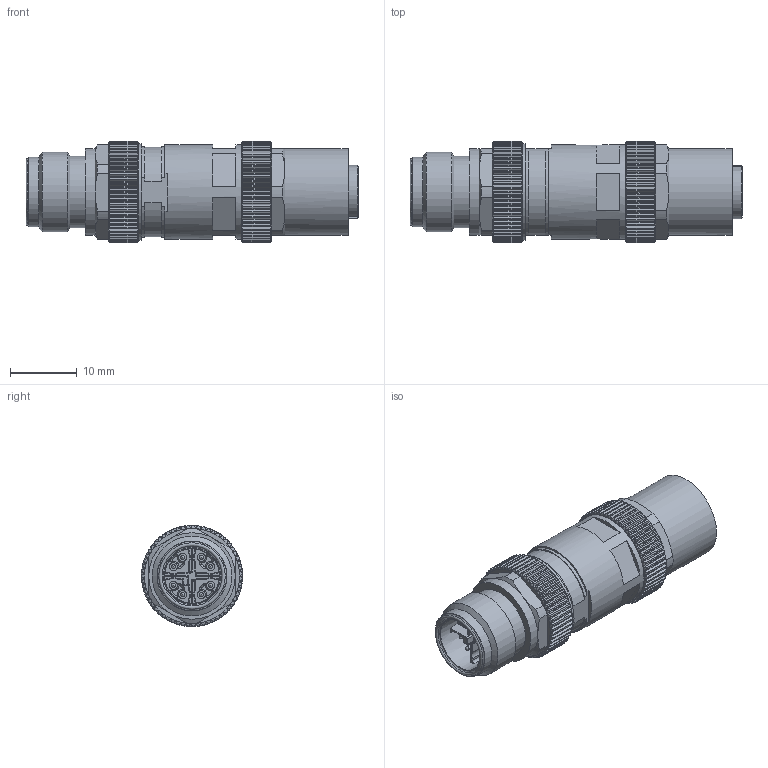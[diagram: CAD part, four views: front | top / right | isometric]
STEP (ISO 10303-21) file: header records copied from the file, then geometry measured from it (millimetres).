
FILE_DESCRIPTION(/* description */ (''),/* implementation_level */ '2;1');
FILE_NAME(/* name */ '6GK1901-0DE20-6AA1_3d.stp',/* time_stamp */ '2024-07-30T13:35:05+02:00',/* author */ (''),/* organization */ (''),/* preprocessor_version */ 'ST-DEVELOPER v18.102',/* originating_system */ 'SIEMENS PLM Software NX 2023',/* authorisation */ '');
FILE_SCHEMA (('AUTOMOTIVE_DESIGN { 1 0 10303 214 3 1 1 1 }'));
Length unit declared in the file: millimetre
Products named in the file (1): 1994_6GK1901-0DE20-6AA1_Simplify_v2
Bounding box: 49.9 x 15.2 x 15.2 mm (x, y, z)
Volume: 6144.1 mm3; surface area: 4105.7 mm2
Topology: 1 solids, 11 shells, 1107 faces, 2951 edges, 1879 vertices
Faces by surface type: cylinder 466, plane 432, cone 93, torus 80, bspline 25, sphere 11
Full cylindrical faces by diameter (mm): 0.6 x8, 1 x1, 1.1 x4, 1.2 x8, 1.5 x6, 1.6 x8, 10.5 x1, 10.7 x1, 11.2 x2, 12 x1, 13 x2, 14.2 x1, 14.5 x1
Entity records: 41373 total; most frequent: CARTESIAN_POINT 12722, ORIENTED_EDGE 5578, DIRECTION 4878, EDGE_CURVE 2789, AXIS2_PLACEMENT_3D 1955, VERTEX_POINT 1804, EDGE_LOOP 1237, ADVANCED_FACE 1107
